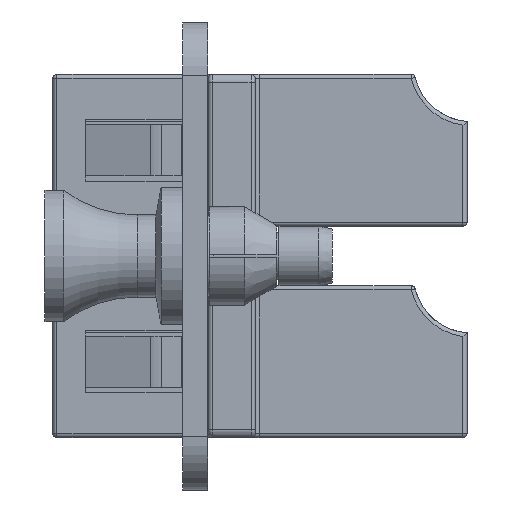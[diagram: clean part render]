
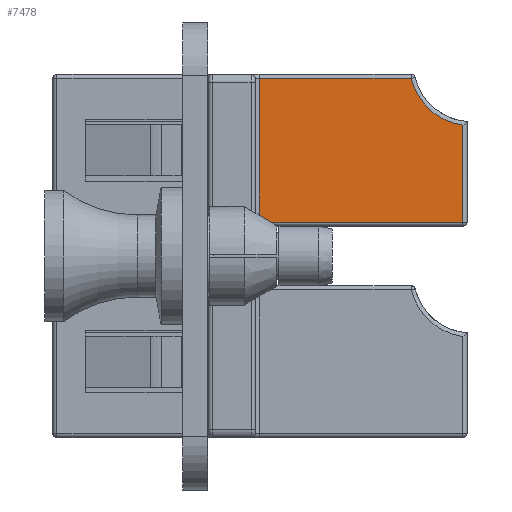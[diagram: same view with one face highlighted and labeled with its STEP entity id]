
A CAD part, left-side view. The second image highlights one B-rep face of the part: STEP entity #7478.
In plain terms, the highlighted face is planar.
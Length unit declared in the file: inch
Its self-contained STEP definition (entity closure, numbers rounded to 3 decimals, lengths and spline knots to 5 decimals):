
#2546 = DIRECTION ( 'NONE',  ( -1., 0., 0. ) ) ;
#2547 = VECTOR ( 'NONE', #2546, 39.37008 ) ;
#2551 = CARTESIAN_POINT ( 'NONE',  ( -0.0115, 0.175, 0.51 ) ) ;
#2552 = LINE ( 'NONE', #2551, #2547 ) ;
#3019 = DIRECTION ( 'NONE',  ( 0., 0., -1. ) ) ;
#3050 = CARTESIAN_POINT ( 'NONE',  ( 0.5145, 0.21, 0.51 ) ) ;
#3053 = DIRECTION ( 'NONE',  ( -1., 0., 0. ) ) ;
#3056 = CARTESIAN_POINT ( 'NONE',  ( -0.0015, 0.175, 0.51 ) ) ;
#3068 = DIRECTION ( 'NONE',  ( 0., 1., 0. ) ) ;
#3069 = VECTOR ( 'NONE', #3068, 39.37008 ) ;
#3070 = CARTESIAN_POINT ( 'NONE',  ( 0.4945, 0.185, 0.51 ) ) ;
#3071 = LINE ( 'NONE', #3070, #3069 ) ;
#3072 = AXIS2_PLACEMENT_3D ( 'NONE', #3050, #3019, #3053 ) ;
#3073 = DIRECTION ( 'NONE',  ( 1., 0., 0. ) ) ;
#3074 = VECTOR ( 'NONE', #3073, 39.37008 ) ;
#3075 = CARTESIAN_POINT ( 'NONE',  ( -0.5045, -0.175, 0.51 ) ) ;
#3076 = LINE ( 'NONE', #3075, #3074 ) ;
#3077 = CIRCLE ( 'NONE', #3072, 0.15 ) ;
#3100 = DIRECTION ( 'NONE',  ( 0., -1., 0. ) ) ;
#3101 = VECTOR ( 'NONE', #3100, 39.37008 ) ;
#3102 = CARTESIAN_POINT ( 'NONE',  ( -0.0015, 0.185, 0.51 ) ) ;
#3103 = LINE ( 'NONE', #3102, #3101 ) ;
#3111 = CARTESIAN_POINT ( 'NONE',  ( 0.36864, 0.175, 0.51 ) ) ;
#3126 = AXIS2_PLACEMENT_3D ( 'NONE', #3153, #3152, #3151 ) ;
#3151 = DIRECTION ( 'NONE',  ( -1., 0., 0. ) ) ;
#3152 = DIRECTION ( 'NONE',  ( 0., 0., -1. ) ) ;
#3153 = CARTESIAN_POINT ( 'NONE',  ( -0.5045, 0.185, 0.51 ) ) ;
#3163 = PLANE ( 'NONE',  #3126 ) ;
#3164 = FACE_OUTER_BOUND ( 'NONE', #7434, .T. ) ;
#3165 = CARTESIAN_POINT ( 'NONE',  ( 0.4945, -0.175, 0.51 ) ) ;
#3180 = CARTESIAN_POINT ( 'NONE',  ( -0.0015, -0.175, 0.51 ) ) ;
#3221 = CARTESIAN_POINT ( 'NONE',  ( 0.4945, 0.06134, 0.51 ) ) ;
#7415 = EDGE_CURVE ( 'NONE', #7527, #7477, #3076, .T. ) ;
#7416 = EDGE_CURVE ( 'NONE', #7477, #7516, #3071, .T. ) ;
#7425 = EDGE_CURVE ( 'NONE', #7430, #7426, #2552, .T. ) ;
#7426 = VERTEX_POINT ( 'NONE', #3056 ) ;
#7429 = EDGE_CURVE ( 'NONE', #7516, #7430, #3077, .T. ) ;
#7430 = VERTEX_POINT ( 'NONE', #3111 ) ;
#7432 = ORIENTED_EDGE ( 'NONE', *, *, #7425, .T. ) ;
#7434 = EDGE_LOOP ( 'NONE', ( #7470, #7476, #7468, #7432, #7459 ) ) ;
#7440 = EDGE_CURVE ( 'NONE', #7426, #7527, #3103, .T. ) ;
#7459 = ORIENTED_EDGE ( 'NONE', *, *, #7440, .T. ) ;
#7468 = ORIENTED_EDGE ( 'NONE', *, *, #7429, .T. ) ;
#7470 = ORIENTED_EDGE ( 'NONE', *, *, #7415, .T. ) ;
#7476 = ORIENTED_EDGE ( 'NONE', *, *, #7416, .T. ) ;
#7477 = VERTEX_POINT ( 'NONE', #3165 ) ;
#7478 = ADVANCED_FACE ( 'NONE', ( #3164 ), #3163, .F. ) ;
#7516 = VERTEX_POINT ( 'NONE', #3221 ) ;
#7527 = VERTEX_POINT ( 'NONE', #3180 ) ;
